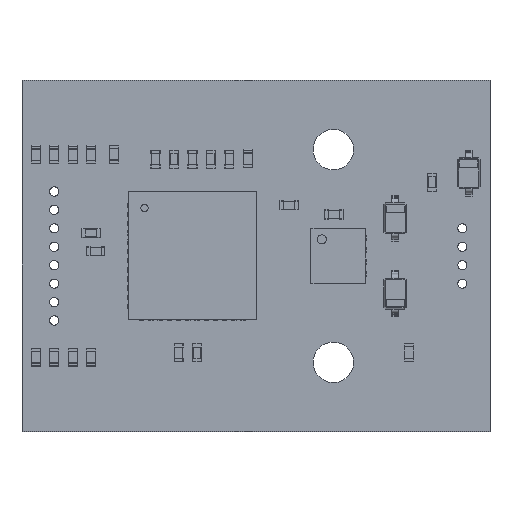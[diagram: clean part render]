
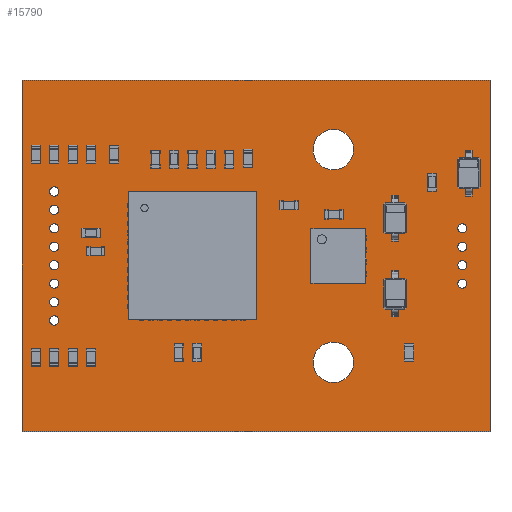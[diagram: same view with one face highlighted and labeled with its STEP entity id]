
A CAD part, top view. The second image highlights one B-rep face of the part: STEP entity #15790.
In plain terms, the highlighted planar face has unit normal (0, 0, 1).
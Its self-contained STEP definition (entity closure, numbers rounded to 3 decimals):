
#15524 = VERTEX_POINT('',#15525);
#15525 = CARTESIAN_POINT('',(138.15,-68.525,1.51));
#15531 = EDGE_CURVE('',#15524,#15532,#15534,.T.);
#15532 = VERTEX_POINT('',#15533);
#15533 = CARTESIAN_POINT('',(112.75,-68.525,1.51));
#15534 = LINE('',#15535,#15536);
#15535 = CARTESIAN_POINT('',(138.15,-68.525,1.51));
#15536 = VECTOR('',#15537,1.);
#15537 = DIRECTION('',(-1.,0.,0.));
#15564 = VERTEX_POINT('',#15565);
#15565 = CARTESIAN_POINT('',(138.15,-49.475,1.51));
#15571 = EDGE_CURVE('',#15564,#15524,#15572,.T.);
#15572 = LINE('',#15573,#15574);
#15573 = CARTESIAN_POINT('',(138.15,-49.475,1.51));
#15574 = VECTOR('',#15575,1.);
#15575 = DIRECTION('',(0.,-1.,0.));
#15593 = EDGE_CURVE('',#15532,#15594,#15596,.T.);
#15594 = VERTEX_POINT('',#15595);
#15595 = CARTESIAN_POINT('',(112.75,-49.475,1.51));
#15596 = LINE('',#15597,#15598);
#15597 = CARTESIAN_POINT('',(112.75,-68.525,1.51));
#15598 = VECTOR('',#15599,1.);
#15599 = DIRECTION('',(0.,1.,0.));
#15790 = ADVANCED_FACE('',(#15791,#15802,#15813,#15824,#15835,#15846,
    #15857,#15868,#15879,#15890,#15901,#15912,#15923,#15934,#15945),
  #15956,.T.);
#15791 = FACE_BOUND('',#15792,.T.);
#15792 = EDGE_LOOP('',(#15793,#15794,#15795,#15801));
#15793 = ORIENTED_EDGE('',*,*,#15531,.F.);
#15794 = ORIENTED_EDGE('',*,*,#15571,.F.);
#15795 = ORIENTED_EDGE('',*,*,#15796,.F.);
#15796 = EDGE_CURVE('',#15594,#15564,#15797,.T.);
#15797 = LINE('',#15798,#15799);
#15798 = CARTESIAN_POINT('',(112.75,-49.475,1.51));
#15799 = VECTOR('',#15800,1.);
#15800 = DIRECTION('',(1.,0.,0.));
#15801 = ORIENTED_EDGE('',*,*,#15593,.F.);
#15802 = FACE_BOUND('',#15803,.T.);
#15803 = EDGE_LOOP('',(#15804));
#15804 = ORIENTED_EDGE('',*,*,#15805,.T.);
#15805 = EDGE_CURVE('',#15806,#15806,#15808,.T.);
#15806 = VERTEX_POINT('',#15807);
#15807 = CARTESIAN_POINT('',(114.5,-62.75,1.51));
#15808 = CIRCLE('',#15809,0.25);
#15809 = AXIS2_PLACEMENT_3D('',#15810,#15811,#15812);
#15810 = CARTESIAN_POINT('',(114.5,-62.5,1.51));
#15811 = DIRECTION('',(-0.,0.,-1.));
#15812 = DIRECTION('',(-0.,-1.,0.));
#15813 = FACE_BOUND('',#15814,.T.);
#15814 = EDGE_LOOP('',(#15815));
#15815 = ORIENTED_EDGE('',*,*,#15816,.T.);
#15816 = EDGE_CURVE('',#15817,#15817,#15819,.T.);
#15817 = VERTEX_POINT('',#15818);
#15818 = CARTESIAN_POINT('',(114.5,-61.75,1.51));
#15819 = CIRCLE('',#15820,0.25);
#15820 = AXIS2_PLACEMENT_3D('',#15821,#15822,#15823);
#15821 = CARTESIAN_POINT('',(114.5,-61.5,1.51));
#15822 = DIRECTION('',(-0.,0.,-1.));
#15823 = DIRECTION('',(-0.,-1.,0.));
#15824 = FACE_BOUND('',#15825,.T.);
#15825 = EDGE_LOOP('',(#15826));
#15826 = ORIENTED_EDGE('',*,*,#15827,.T.);
#15827 = EDGE_CURVE('',#15828,#15828,#15830,.T.);
#15828 = VERTEX_POINT('',#15829);
#15829 = CARTESIAN_POINT('',(114.5,-60.75,1.51));
#15830 = CIRCLE('',#15831,0.25);
#15831 = AXIS2_PLACEMENT_3D('',#15832,#15833,#15834);
#15832 = CARTESIAN_POINT('',(114.5,-60.5,1.51));
#15833 = DIRECTION('',(-0.,0.,-1.));
#15834 = DIRECTION('',(-0.,-1.,0.));
#15835 = FACE_BOUND('',#15836,.T.);
#15836 = EDGE_LOOP('',(#15837));
#15837 = ORIENTED_EDGE('',*,*,#15838,.T.);
#15838 = EDGE_CURVE('',#15839,#15839,#15841,.T.);
#15839 = VERTEX_POINT('',#15840);
#15840 = CARTESIAN_POINT('',(114.5,-59.75,1.51));
#15841 = CIRCLE('',#15842,0.25);
#15842 = AXIS2_PLACEMENT_3D('',#15843,#15844,#15845);
#15843 = CARTESIAN_POINT('',(114.5,-59.5,1.51));
#15844 = DIRECTION('',(-0.,0.,-1.));
#15845 = DIRECTION('',(-0.,-1.,0.));
#15846 = FACE_BOUND('',#15847,.T.);
#15847 = EDGE_LOOP('',(#15848));
#15848 = ORIENTED_EDGE('',*,*,#15849,.T.);
#15849 = EDGE_CURVE('',#15850,#15850,#15852,.T.);
#15850 = VERTEX_POINT('',#15851);
#15851 = CARTESIAN_POINT('',(129.65,-65.875,1.51));
#15852 = CIRCLE('',#15853,1.1);
#15853 = AXIS2_PLACEMENT_3D('',#15854,#15855,#15856);
#15854 = CARTESIAN_POINT('',(129.65,-64.775,1.51));
#15855 = DIRECTION('',(-0.,0.,-1.));
#15856 = DIRECTION('',(-0.,-1.,0.));
#15857 = FACE_BOUND('',#15858,.T.);
#15858 = EDGE_LOOP('',(#15859));
#15859 = ORIENTED_EDGE('',*,*,#15860,.T.);
#15860 = EDGE_CURVE('',#15861,#15861,#15863,.T.);
#15861 = VERTEX_POINT('',#15862);
#15862 = CARTESIAN_POINT('',(136.65,-60.75,1.51));
#15863 = CIRCLE('',#15864,0.25);
#15864 = AXIS2_PLACEMENT_3D('',#15865,#15866,#15867);
#15865 = CARTESIAN_POINT('',(136.65,-60.5,1.51));
#15866 = DIRECTION('',(-0.,0.,-1.));
#15867 = DIRECTION('',(-0.,-1.,0.));
#15868 = FACE_BOUND('',#15869,.T.);
#15869 = EDGE_LOOP('',(#15870));
#15870 = ORIENTED_EDGE('',*,*,#15871,.T.);
#15871 = EDGE_CURVE('',#15872,#15872,#15874,.T.);
#15872 = VERTEX_POINT('',#15873);
#15873 = CARTESIAN_POINT('',(136.65,-59.75,1.51));
#15874 = CIRCLE('',#15875,0.25);
#15875 = AXIS2_PLACEMENT_3D('',#15876,#15877,#15878);
#15876 = CARTESIAN_POINT('',(136.65,-59.5,1.51));
#15877 = DIRECTION('',(-0.,0.,-1.));
#15878 = DIRECTION('',(-0.,-1.,0.));
#15879 = FACE_BOUND('',#15880,.T.);
#15880 = EDGE_LOOP('',(#15881));
#15881 = ORIENTED_EDGE('',*,*,#15882,.T.);
#15882 = EDGE_CURVE('',#15883,#15883,#15885,.T.);
#15883 = VERTEX_POINT('',#15884);
#15884 = CARTESIAN_POINT('',(114.5,-58.75,1.51));
#15885 = CIRCLE('',#15886,0.25);
#15886 = AXIS2_PLACEMENT_3D('',#15887,#15888,#15889);
#15887 = CARTESIAN_POINT('',(114.5,-58.5,1.51));
#15888 = DIRECTION('',(-0.,0.,-1.));
#15889 = DIRECTION('',(-0.,-1.,0.));
#15890 = FACE_BOUND('',#15891,.T.);
#15891 = EDGE_LOOP('',(#15892));
#15892 = ORIENTED_EDGE('',*,*,#15893,.T.);
#15893 = EDGE_CURVE('',#15894,#15894,#15896,.T.);
#15894 = VERTEX_POINT('',#15895);
#15895 = CARTESIAN_POINT('',(114.5,-57.75,1.51));
#15896 = CIRCLE('',#15897,0.25);
#15897 = AXIS2_PLACEMENT_3D('',#15898,#15899,#15900);
#15898 = CARTESIAN_POINT('',(114.5,-57.5,1.51));
#15899 = DIRECTION('',(-0.,0.,-1.));
#15900 = DIRECTION('',(-0.,-1.,0.));
#15901 = FACE_BOUND('',#15902,.T.);
#15902 = EDGE_LOOP('',(#15903));
#15903 = ORIENTED_EDGE('',*,*,#15904,.T.);
#15904 = EDGE_CURVE('',#15905,#15905,#15907,.T.);
#15905 = VERTEX_POINT('',#15906);
#15906 = CARTESIAN_POINT('',(114.5,-56.75,1.51));
#15907 = CIRCLE('',#15908,0.25);
#15908 = AXIS2_PLACEMENT_3D('',#15909,#15910,#15911);
#15909 = CARTESIAN_POINT('',(114.5,-56.5,1.51));
#15910 = DIRECTION('',(-0.,0.,-1.));
#15911 = DIRECTION('',(-0.,-1.,0.));
#15912 = FACE_BOUND('',#15913,.T.);
#15913 = EDGE_LOOP('',(#15914));
#15914 = ORIENTED_EDGE('',*,*,#15915,.T.);
#15915 = EDGE_CURVE('',#15916,#15916,#15918,.T.);
#15916 = VERTEX_POINT('',#15917);
#15917 = CARTESIAN_POINT('',(114.5,-55.75,1.51));
#15918 = CIRCLE('',#15919,0.25);
#15919 = AXIS2_PLACEMENT_3D('',#15920,#15921,#15922);
#15920 = CARTESIAN_POINT('',(114.5,-55.5,1.51));
#15921 = DIRECTION('',(-0.,0.,-1.));
#15922 = DIRECTION('',(-0.,-1.,0.));
#15923 = FACE_BOUND('',#15924,.T.);
#15924 = EDGE_LOOP('',(#15925));
#15925 = ORIENTED_EDGE('',*,*,#15926,.T.);
#15926 = EDGE_CURVE('',#15927,#15927,#15929,.T.);
#15927 = VERTEX_POINT('',#15928);
#15928 = CARTESIAN_POINT('',(136.65,-58.75,1.51));
#15929 = CIRCLE('',#15930,0.25);
#15930 = AXIS2_PLACEMENT_3D('',#15931,#15932,#15933);
#15931 = CARTESIAN_POINT('',(136.65,-58.5,1.51));
#15932 = DIRECTION('',(-0.,0.,-1.));
#15933 = DIRECTION('',(-0.,-1.,0.));
#15934 = FACE_BOUND('',#15935,.T.);
#15935 = EDGE_LOOP('',(#15936));
#15936 = ORIENTED_EDGE('',*,*,#15937,.T.);
#15937 = EDGE_CURVE('',#15938,#15938,#15940,.T.);
#15938 = VERTEX_POINT('',#15939);
#15939 = CARTESIAN_POINT('',(136.65,-57.75,1.51));
#15940 = CIRCLE('',#15941,0.25);
#15941 = AXIS2_PLACEMENT_3D('',#15942,#15943,#15944);
#15942 = CARTESIAN_POINT('',(136.65,-57.5,1.51));
#15943 = DIRECTION('',(-0.,0.,-1.));
#15944 = DIRECTION('',(-0.,-1.,0.));
#15945 = FACE_BOUND('',#15946,.T.);
#15946 = EDGE_LOOP('',(#15947));
#15947 = ORIENTED_EDGE('',*,*,#15948,.T.);
#15948 = EDGE_CURVE('',#15949,#15949,#15951,.T.);
#15949 = VERTEX_POINT('',#15950);
#15950 = CARTESIAN_POINT('',(129.65,-54.325,1.51));
#15951 = CIRCLE('',#15952,1.1);
#15952 = AXIS2_PLACEMENT_3D('',#15953,#15954,#15955);
#15953 = CARTESIAN_POINT('',(129.65,-53.225,1.51));
#15954 = DIRECTION('',(-0.,0.,-1.));
#15955 = DIRECTION('',(-0.,-1.,0.));
#15956 = PLANE('',#15957);
#15957 = AXIS2_PLACEMENT_3D('',#15958,#15959,#15960);
#15958 = CARTESIAN_POINT('',(0.,0.,1.51));
#15959 = DIRECTION('',(0.,0.,1.));
#15960 = DIRECTION('',(1.,0.,-0.));
